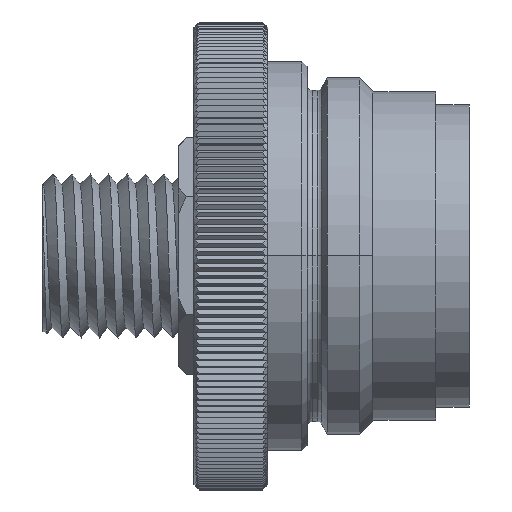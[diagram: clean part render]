
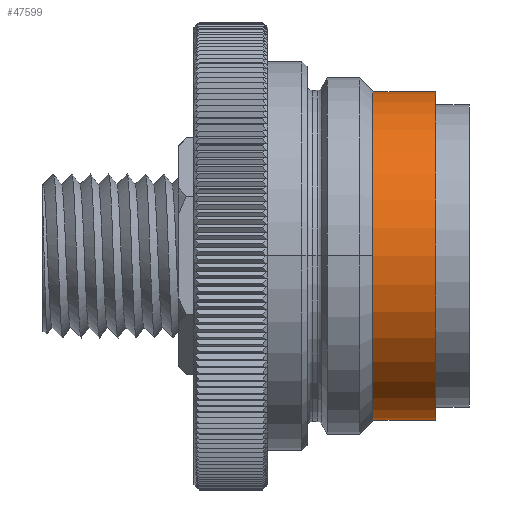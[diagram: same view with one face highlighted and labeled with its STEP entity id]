
A CAD part, top view. The second image highlights one B-rep face of the part: STEP entity #47599.
In plain terms, the highlighted cylindrical face has radius 6.25 mm (diameter 12.5 mm), a partial arc.
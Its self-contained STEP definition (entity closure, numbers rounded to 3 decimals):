
#1083 = CARTESIAN_POINT ( 'NONE',  ( 2.5, -6.25, -0.019 ) ) ;
#3023 = DIRECTION ( 'NONE',  ( -1., 0., 0. ) ) ;
#3997 = EDGE_CURVE ( 'NONE', #34922, #22109, #25768, .T. ) ;
#5026 = DIRECTION ( 'NONE',  ( -1., 0., 0. ) ) ;
#10139 = DIRECTION ( 'NONE',  ( -1., 0., 0. ) ) ;
#17467 = VERTEX_POINT ( 'NONE', #51460 ) ;
#19700 = ORIENTED_EDGE ( 'NONE', *, *, #31394, .F. ) ;
#21605 = EDGE_CURVE ( 'NONE', #17467, #34922, #30695, .T. ) ;
#22109 = VERTEX_POINT ( 'NONE', #66870 ) ;
#24117 = DIRECTION ( 'NONE',  ( 0., -1., -0.003 ) ) ;
#25768 = LINE ( 'NONE', #46921, #66279 ) ;
#28152 = VECTOR ( 'NONE', #5026, 1000. ) ;
#29413 = AXIS2_PLACEMENT_3D ( 'NONE', #36409, #10139, #51243 ) ;
#30695 = CIRCLE ( 'NONE', #39547, 6.25 ) ;
#30954 = LINE ( 'NONE', #52031, #28152 ) ;
#31060 = CARTESIAN_POINT ( 'NONE',  ( 4.894, 0., 0. ) ) ;
#31394 = EDGE_CURVE ( 'NONE', #17467, #43151, #30954, .T. ) ;
#31412 = DIRECTION ( 'NONE',  ( -1., 0., 0. ) ) ;
#34808 = FACE_OUTER_BOUND ( 'NONE', #47683, .T. ) ;
#34922 = VERTEX_POINT ( 'NONE', #58571 ) ;
#36135 = EDGE_CURVE ( 'NONE', #43151, #22109, #65840, .T. ) ;
#36409 = CARTESIAN_POINT ( 'NONE',  ( 2.5, 0., 0. ) ) ;
#39496 = ORIENTED_EDGE ( 'NONE', *, *, #3997, .T. ) ;
#39547 = AXIS2_PLACEMENT_3D ( 'NONE', #31060, #31412, #52485 ) ;
#42119 = ORIENTED_EDGE ( 'NONE', *, *, #36135, .F. ) ;
#43151 = VERTEX_POINT ( 'NONE', #1083 ) ;
#43483 = ORIENTED_EDGE ( 'NONE', *, *, #21605, .T. ) ;
#46530 = CYLINDRICAL_SURFACE ( 'NONE', #54068, 6.25 ) ;
#46921 = CARTESIAN_POINT ( 'NONE',  ( 2.5, 6.25, 0.019 ) ) ;
#47599 = ADVANCED_FACE ( 'NONE', ( #34808 ), #46530, .T. ) ;
#47683 = EDGE_LOOP ( 'NONE', ( #43483, #39496, #42119, #19700 ) ) ;
#51243 = DIRECTION ( 'NONE',  ( 0., -1., -0.003 ) ) ;
#51460 = CARTESIAN_POINT ( 'NONE',  ( 4.894, -6.25, -0.019 ) ) ;
#51640 = CARTESIAN_POINT ( 'NONE',  ( 2.5, 0., 0. ) ) ;
#52031 = CARTESIAN_POINT ( 'NONE',  ( 2.5, -6.25, -0.019 ) ) ;
#52485 = DIRECTION ( 'NONE',  ( 0., -1., -0.003 ) ) ;
#54068 = AXIS2_PLACEMENT_3D ( 'NONE', #51640, #3023, #24117 ) ;
#58571 = CARTESIAN_POINT ( 'NONE',  ( 4.894, 6.25, 0.019 ) ) ;
#65840 = CIRCLE ( 'NONE', #29413, 6.25 ) ;
#66279 = VECTOR ( 'NONE', #67952, 1000. ) ;
#66870 = CARTESIAN_POINT ( 'NONE',  ( 2.5, 6.25, 0.019 ) ) ;
#67952 = DIRECTION ( 'NONE',  ( -1., 0., 0. ) ) ;
